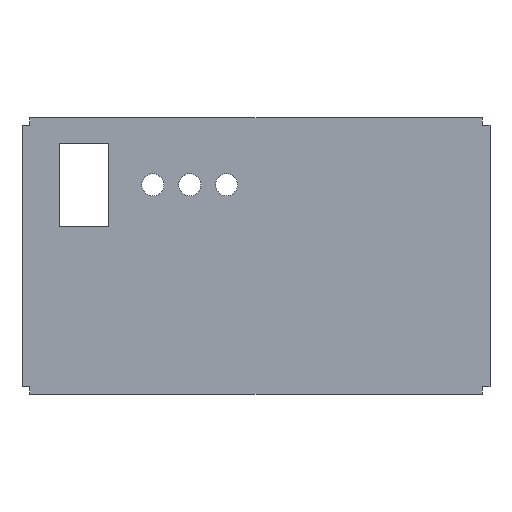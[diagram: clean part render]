
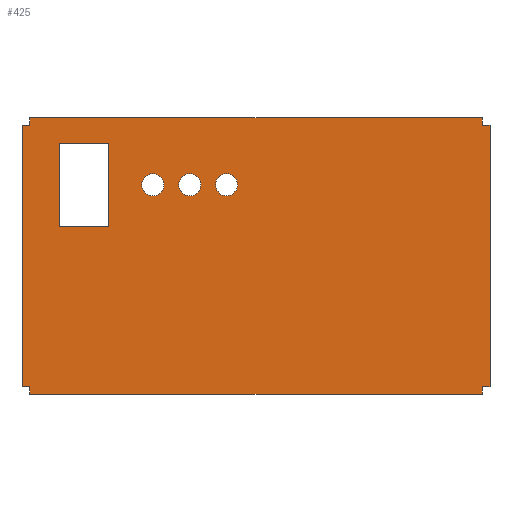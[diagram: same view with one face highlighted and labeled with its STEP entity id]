
A CAD part, front view. The second image highlights one B-rep face of the part: STEP entity #425.
In plain terms, the highlighted planar face has unit normal (0, -1, 0).
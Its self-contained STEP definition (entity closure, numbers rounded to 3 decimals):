
#2=DIRECTION('',(-1.,0.,0.));
#3=VECTOR('',#2,307.3);
#4=CARTESIAN_POINT('',(153.65,0.,-93.75));
#5=LINE('',#4,#3);
#6=DIRECTION('',(0.,0.,1.));
#7=VECTOR('',#6,5.1);
#8=CARTESIAN_POINT('',(-153.65,0.,-93.75));
#9=LINE('',#8,#7);
#10=DIRECTION('',(-1.,0.,0.));
#11=VECTOR('',#10,5.1);
#12=CARTESIAN_POINT('',(-153.65,0.,-88.65));
#13=LINE('',#12,#11);
#14=DIRECTION('',(0.,0.,1.));
#15=VECTOR('',#14,177.3);
#16=CARTESIAN_POINT('',(-158.75,0.,-88.65));
#17=LINE('',#16,#15);
#18=DIRECTION('',(1.,0.,0.));
#19=VECTOR('',#18,5.1);
#20=CARTESIAN_POINT('',(-158.75,0.,88.65));
#21=LINE('',#20,#19);
#22=DIRECTION('',(0.,0.,1.));
#23=VECTOR('',#22,5.1);
#24=CARTESIAN_POINT('',(-153.65,0.,88.65));
#25=LINE('',#24,#23);
#26=DIRECTION('',(1.,0.,0.));
#27=VECTOR('',#26,307.3);
#28=CARTESIAN_POINT('',(-153.65,0.,93.75));
#29=LINE('',#28,#27);
#30=DIRECTION('',(0.,0.,-1.));
#31=VECTOR('',#30,5.1);
#32=CARTESIAN_POINT('',(153.65,0.,93.75));
#33=LINE('',#32,#31);
#34=DIRECTION('',(1.,0.,0.));
#35=VECTOR('',#34,5.1);
#36=CARTESIAN_POINT('',(153.65,0.,88.65));
#37=LINE('',#36,#35);
#38=DIRECTION('',(0.,0.,-1.));
#39=VECTOR('',#38,177.3);
#40=CARTESIAN_POINT('',(158.75,0.,88.65));
#41=LINE('',#40,#39);
#42=DIRECTION('',(-1.,0.,0.));
#43=VECTOR('',#42,5.1);
#44=CARTESIAN_POINT('',(158.75,0.,-88.65));
#45=LINE('',#44,#43);
#46=DIRECTION('',(0.,0.,-1.));
#47=VECTOR('',#46,5.1);
#48=CARTESIAN_POINT('',(153.65,0.,-88.65));
#49=LINE('',#48,#47);
#50=CARTESIAN_POINT('',(-20.,0.,48.25));
#51=DIRECTION('',(0.,1.,0.));
#52=DIRECTION('',(0.,0.,-1.));
#53=AXIS2_PLACEMENT_3D('',#50,#51,#52);
#55=CARTESIAN_POINT('',(-20.,0.,48.25));
#56=DIRECTION('',(0.,1.,0.));
#57=DIRECTION('',(0.,0.,1.));
#58=AXIS2_PLACEMENT_3D('',#55,#56,#57);
#60=CARTESIAN_POINT('',(-45.,0.,48.25));
#61=DIRECTION('',(0.,1.,0.));
#62=DIRECTION('',(0.,0.,-1.));
#63=AXIS2_PLACEMENT_3D('',#60,#61,#62);
#65=CARTESIAN_POINT('',(-45.,0.,48.25));
#66=DIRECTION('',(0.,1.,0.));
#67=DIRECTION('',(0.,0.,1.));
#68=AXIS2_PLACEMENT_3D('',#65,#66,#67);
#70=CARTESIAN_POINT('',(-70.,0.,48.25));
#71=DIRECTION('',(0.,1.,0.));
#72=DIRECTION('',(0.,0.,-1.));
#73=AXIS2_PLACEMENT_3D('',#70,#71,#72);
#75=CARTESIAN_POINT('',(-70.,0.,48.25));
#76=DIRECTION('',(0.,1.,0.));
#77=DIRECTION('',(0.,0.,1.));
#78=AXIS2_PLACEMENT_3D('',#75,#76,#77);
#80=DIRECTION('',(0.,0.,1.));
#81=VECTOR('',#80,56.5);
#82=CARTESIAN_POINT('',(-133.5,0.,20.));
#83=LINE('',#82,#81);
#84=DIRECTION('',(-1.,0.,0.));
#85=VECTOR('',#84,33.5);
#86=CARTESIAN_POINT('',(-100.,0.,20.));
#87=LINE('',#86,#85);
#88=DIRECTION('',(0.,0.,-1.));
#89=VECTOR('',#88,56.5);
#90=CARTESIAN_POINT('',(-100.,0.,76.5));
#91=LINE('',#90,#89);
#92=DIRECTION('',(1.,0.,0.));
#93=VECTOR('',#92,33.5);
#94=CARTESIAN_POINT('',(-133.5,0.,76.5));
#95=LINE('',#94,#93);
#278=CARTESIAN_POINT('',(153.65,0.,-93.75));
#279=CARTESIAN_POINT('',(-153.65,0.,-93.75));
#280=VERTEX_POINT('',#278);
#281=VERTEX_POINT('',#279);
#282=CARTESIAN_POINT('',(-153.65,0.,-88.65));
#283=VERTEX_POINT('',#282);
#284=CARTESIAN_POINT('',(-158.75,0.,-88.65));
#285=VERTEX_POINT('',#284);
#286=CARTESIAN_POINT('',(-158.75,0.,88.65));
#287=VERTEX_POINT('',#286);
#288=CARTESIAN_POINT('',(-153.65,0.,88.65));
#289=VERTEX_POINT('',#288);
#290=CARTESIAN_POINT('',(-153.65,0.,93.75));
#291=VERTEX_POINT('',#290);
#292=CARTESIAN_POINT('',(153.65,0.,93.75));
#293=VERTEX_POINT('',#292);
#294=CARTESIAN_POINT('',(153.65,0.,88.65));
#295=VERTEX_POINT('',#294);
#296=CARTESIAN_POINT('',(158.75,0.,88.65));
#297=VERTEX_POINT('',#296);
#298=CARTESIAN_POINT('',(158.75,0.,-88.65));
#299=VERTEX_POINT('',#298);
#300=CARTESIAN_POINT('',(153.65,0.,-88.65));
#301=VERTEX_POINT('',#300);
#326=CARTESIAN_POINT('',(-20.,0.,40.75));
#327=CARTESIAN_POINT('',(-20.,0.,55.75));
#328=VERTEX_POINT('',#326);
#329=VERTEX_POINT('',#327);
#330=CARTESIAN_POINT('',(-45.,0.,40.75));
#331=CARTESIAN_POINT('',(-45.,0.,55.75));
#332=VERTEX_POINT('',#330);
#333=VERTEX_POINT('',#331);
#334=CARTESIAN_POINT('',(-70.,0.,40.75));
#335=CARTESIAN_POINT('',(-70.,0.,55.75));
#336=VERTEX_POINT('',#334);
#337=VERTEX_POINT('',#335);
#338=CARTESIAN_POINT('',(-133.5,0.,20.));
#339=CARTESIAN_POINT('',(-133.5,0.,76.5));
#340=VERTEX_POINT('',#338);
#341=VERTEX_POINT('',#339);
#342=CARTESIAN_POINT('',(-100.,0.,76.5));
#343=VERTEX_POINT('',#342);
#344=CARTESIAN_POINT('',(-100.,0.,20.));
#345=VERTEX_POINT('',#344);
#366=CARTESIAN_POINT('',(0.,0.,0.));
#367=DIRECTION('',(0.,1.,0.));
#368=DIRECTION('',(1.,0.,0.));
#369=AXIS2_PLACEMENT_3D('',#366,#367,#368);
#370=PLANE('',#369);
#372=ORIENTED_EDGE('',*,*,#371,.T.);
#374=ORIENTED_EDGE('',*,*,#373,.T.);
#376=ORIENTED_EDGE('',*,*,#375,.T.);
#378=ORIENTED_EDGE('',*,*,#377,.T.);
#380=ORIENTED_EDGE('',*,*,#379,.T.);
#382=ORIENTED_EDGE('',*,*,#381,.T.);
#384=ORIENTED_EDGE('',*,*,#383,.T.);
#386=ORIENTED_EDGE('',*,*,#385,.T.);
#388=ORIENTED_EDGE('',*,*,#387,.T.);
#390=ORIENTED_EDGE('',*,*,#389,.T.);
#392=ORIENTED_EDGE('',*,*,#391,.T.);
#394=ORIENTED_EDGE('',*,*,#393,.T.);
#395=EDGE_LOOP('',(#372,#374,#376,#378,#380,#382,#384,#386,#388,#390,#392,
#394));
#396=FACE_OUTER_BOUND('',#395,.F.);
#398=ORIENTED_EDGE('',*,*,#397,.F.);
#400=ORIENTED_EDGE('',*,*,#399,.F.);
#401=EDGE_LOOP('',(#398,#400));
#402=FACE_BOUND('',#401,.F.);
#404=ORIENTED_EDGE('',*,*,#403,.F.);
#406=ORIENTED_EDGE('',*,*,#405,.F.);
#407=EDGE_LOOP('',(#404,#406));
#408=FACE_BOUND('',#407,.F.);
#410=ORIENTED_EDGE('',*,*,#409,.F.);
#412=ORIENTED_EDGE('',*,*,#411,.F.);
#413=EDGE_LOOP('',(#410,#412));
#414=FACE_BOUND('',#413,.F.);
#416=ORIENTED_EDGE('',*,*,#415,.F.);
#418=ORIENTED_EDGE('',*,*,#417,.F.);
#420=ORIENTED_EDGE('',*,*,#419,.F.);
#422=ORIENTED_EDGE('',*,*,#421,.F.);
#423=EDGE_LOOP('',(#416,#418,#420,#422));
#424=FACE_BOUND('',#423,.F.);
#425=ADVANCED_FACE('',(#396,#402,#408,#414,#424),#370,.F.);
#54=CIRCLE('',#53,7.5);
#59=CIRCLE('',#58,7.5);
#64=CIRCLE('',#63,7.5);
#69=CIRCLE('',#68,7.5);
#74=CIRCLE('',#73,7.5);
#79=CIRCLE('',#78,7.5);
#371=EDGE_CURVE('',#280,#281,#5,.T.);
#373=EDGE_CURVE('',#281,#283,#9,.T.);
#375=EDGE_CURVE('',#283,#285,#13,.T.);
#377=EDGE_CURVE('',#285,#287,#17,.T.);
#379=EDGE_CURVE('',#287,#289,#21,.T.);
#381=EDGE_CURVE('',#289,#291,#25,.T.);
#383=EDGE_CURVE('',#291,#293,#29,.T.);
#385=EDGE_CURVE('',#293,#295,#33,.T.);
#387=EDGE_CURVE('',#295,#297,#37,.T.);
#389=EDGE_CURVE('',#297,#299,#41,.T.);
#391=EDGE_CURVE('',#299,#301,#45,.T.);
#393=EDGE_CURVE('',#301,#280,#49,.T.);
#397=EDGE_CURVE('',#328,#329,#54,.T.);
#399=EDGE_CURVE('',#329,#328,#59,.T.);
#403=EDGE_CURVE('',#332,#333,#64,.T.);
#405=EDGE_CURVE('',#333,#332,#69,.T.);
#409=EDGE_CURVE('',#336,#337,#74,.T.);
#411=EDGE_CURVE('',#337,#336,#79,.T.);
#415=EDGE_CURVE('',#340,#341,#83,.T.);
#417=EDGE_CURVE('',#345,#340,#87,.T.);
#419=EDGE_CURVE('',#343,#345,#91,.T.);
#421=EDGE_CURVE('',#341,#343,#95,.T.);
